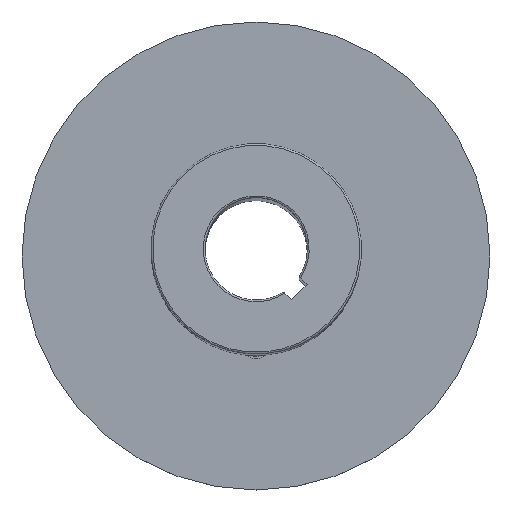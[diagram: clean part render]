
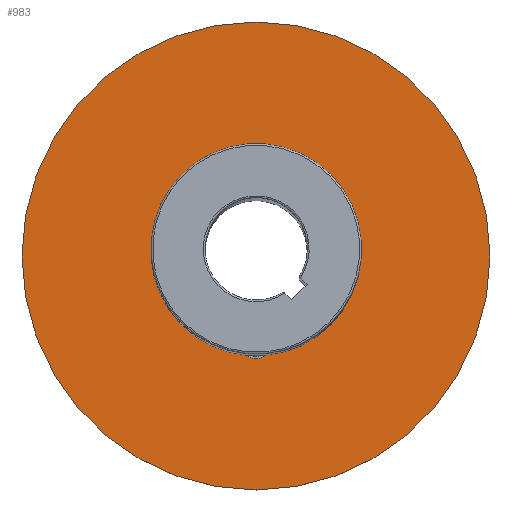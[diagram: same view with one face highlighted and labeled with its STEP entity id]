
A CAD part, top view. The second image highlights one B-rep face of the part: STEP entity #983.
In plain terms, the highlighted planar face has unit normal (0, 0, 1).
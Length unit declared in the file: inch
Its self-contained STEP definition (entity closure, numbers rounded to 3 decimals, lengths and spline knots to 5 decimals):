
#195=PLANE('',#1075);
#232=FACE_BOUND('',#360,.T.);
#233=FACE_BOUND('',#361,.T.);
#234=FACE_BOUND('',#362,.T.);
#235=FACE_BOUND('',#363,.T.);
#236=FACE_BOUND('',#364,.T.);
#237=FACE_BOUND('',#365,.T.);
#360=EDGE_LOOP('',(#739));
#361=EDGE_LOOP('',(#740));
#362=EDGE_LOOP('',(#741));
#363=EDGE_LOOP('',(#742));
#364=EDGE_LOOP('',(#743));
#365=EDGE_LOOP('',(#744));
#471=CIRCLE('',#1059,1.);
#473=CIRCLE('',#1062,0.195);
#475=CIRCLE('',#1065,0.195);
#477=CIRCLE('',#1068,0.195);
#479=CIRCLE('',#1071,0.195);
#480=CIRCLE('',#1073,4.);
#522=VERTEX_POINT('',#1516);
#524=VERTEX_POINT('',#1521);
#526=VERTEX_POINT('',#1526);
#528=VERTEX_POINT('',#1531);
#530=VERTEX_POINT('',#1536);
#531=VERTEX_POINT('',#1539);
#614=EDGE_CURVE('',#522,#522,#471,.T.);
#616=EDGE_CURVE('',#524,#524,#473,.T.);
#618=EDGE_CURVE('',#526,#526,#475,.T.);
#620=EDGE_CURVE('',#528,#528,#477,.T.);
#622=EDGE_CURVE('',#530,#530,#479,.T.);
#623=EDGE_CURVE('',#531,#531,#480,.T.);
#739=ORIENTED_EDGE('',*,*,#614,.T.);
#740=ORIENTED_EDGE('',*,*,#616,.T.);
#741=ORIENTED_EDGE('',*,*,#618,.T.);
#742=ORIENTED_EDGE('',*,*,#620,.T.);
#743=ORIENTED_EDGE('',*,*,#622,.T.);
#744=ORIENTED_EDGE('',*,*,#623,.F.);
#983=ADVANCED_FACE('',(#232,#233,#234,#235,#236,#237),#195,.F.);
#1059=AXIS2_PLACEMENT_3D('',#1517,#1200,#1201);
#1062=AXIS2_PLACEMENT_3D('',#1522,#1206,#1207);
#1065=AXIS2_PLACEMENT_3D('',#1527,#1212,#1213);
#1068=AXIS2_PLACEMENT_3D('',#1532,#1218,#1219);
#1071=AXIS2_PLACEMENT_3D('',#1537,#1224,#1225);
#1073=AXIS2_PLACEMENT_3D('',#1540,#1228,#1229);
#1075=AXIS2_PLACEMENT_3D('',#1543,#1232,#1233);
#1200=DIRECTION('center_axis',(0.,0.,-1.));
#1201=DIRECTION('ref_axis',(1.,0.,0.));
#1206=DIRECTION('center_axis',(0.,0.,-1.));
#1207=DIRECTION('ref_axis',(1.,0.,0.));
#1212=DIRECTION('center_axis',(0.,0.,-1.));
#1213=DIRECTION('ref_axis',(1.,0.,0.));
#1218=DIRECTION('center_axis',(0.,0.,-1.));
#1219=DIRECTION('ref_axis',(1.,0.,0.));
#1224=DIRECTION('center_axis',(0.,0.,-1.));
#1225=DIRECTION('ref_axis',(1.,0.,0.));
#1228=DIRECTION('center_axis',(0.,0.,-1.));
#1229=DIRECTION('ref_axis',(-1.,0.,0.));
#1232=DIRECTION('center_axis',(0.,0.,-1.));
#1233=DIRECTION('ref_axis',(-1.,0.,0.));
#1516=CARTESIAN_POINT('',(1.,0.,0.156));
#1517=CARTESIAN_POINT('Origin',(0.,0.,0.156));
#1521=CARTESIAN_POINT('',(-1.3675,0.,0.156));
#1522=CARTESIAN_POINT('Origin',(-1.5625,0.,0.156));
#1526=CARTESIAN_POINT('',(0.195,1.5625,0.156));
#1527=CARTESIAN_POINT('Origin',(0.,1.5625,0.156));
#1531=CARTESIAN_POINT('',(1.7575,0.,0.156));
#1532=CARTESIAN_POINT('Origin',(1.5625,0.,0.156));
#1536=CARTESIAN_POINT('',(0.195,-1.5625,0.156));
#1537=CARTESIAN_POINT('Origin',(0.,-1.5625,0.156));
#1539=CARTESIAN_POINT('',(4.,0.,0.156));
#1540=CARTESIAN_POINT('Origin',(0.,0.,0.156));
#1543=CARTESIAN_POINT('Origin',(0.,0.,0.156));
